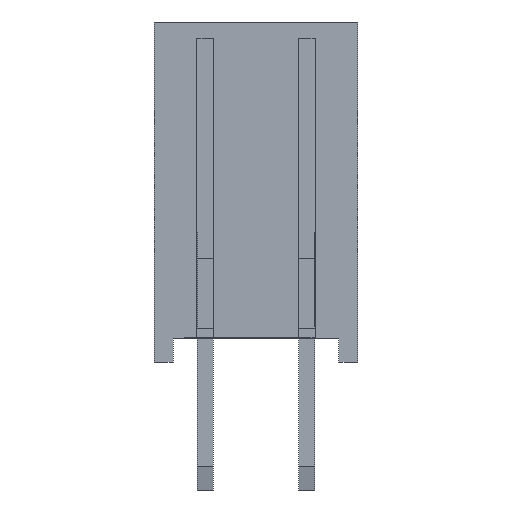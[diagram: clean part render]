
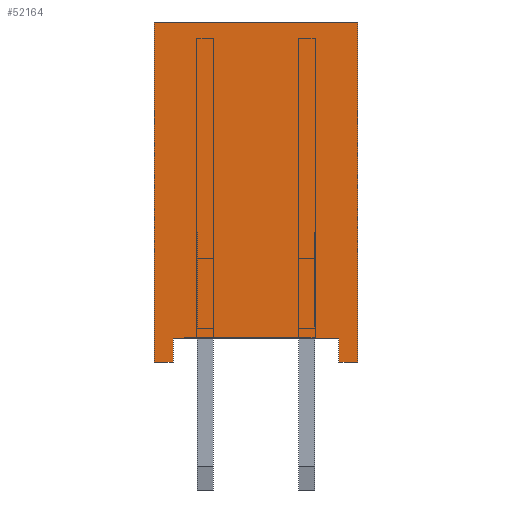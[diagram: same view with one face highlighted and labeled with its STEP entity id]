
A CAD part, left-side view. The second image highlights one B-rep face of the part: STEP entity #52164.
In plain terms, the highlighted planar face has unit normal (-1, 0, 0).
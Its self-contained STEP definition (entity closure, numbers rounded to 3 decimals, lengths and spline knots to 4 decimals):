
#474=FACE_OUTER_BOUND('',#3054,.T.);
#3054=EDGE_LOOP('',(#32499,#32500,#32501,#32502,#32503,#32504,#32505,#32506));
#5960=LINE('',#70285,#13160);
#5967=LINE('',#70301,#13167);
#5968=LINE('',#70303,#13168);
#5969=LINE('',#70305,#13169);
#5970=LINE('',#70307,#13170);
#5971=LINE('',#70309,#13171);
#5972=LINE('',#70310,#13172);
#5973=LINE('',#70311,#13173);
#13160=VECTOR('',#57603,1000.);
#13167=VECTOR('',#57614,1000.);
#13168=VECTOR('',#57615,1000.);
#13169=VECTOR('',#57616,1000.);
#13170=VECTOR('',#57617,1000.);
#13171=VECTOR('',#57618,1000.);
#13172=VECTOR('',#57619,1000.);
#13173=VECTOR('',#57620,1000.);
#20356=VERTEX_POINT('',#70282);
#20357=VERTEX_POINT('',#70284);
#20363=VERTEX_POINT('',#70299);
#20364=VERTEX_POINT('',#70300);
#20365=VERTEX_POINT('',#70302);
#20366=VERTEX_POINT('',#70304);
#20367=VERTEX_POINT('',#70306);
#20368=VERTEX_POINT('',#70308);
#25164=EDGE_CURVE('',#20357,#20356,#5960,.T.);
#25171=EDGE_CURVE('',#20363,#20364,#5967,.T.);
#25172=EDGE_CURVE('',#20365,#20363,#5968,.T.);
#25173=EDGE_CURVE('',#20365,#20366,#5969,.T.);
#25174=EDGE_CURVE('',#20367,#20366,#5970,.T.);
#25175=EDGE_CURVE('',#20368,#20367,#5971,.T.);
#25176=EDGE_CURVE('',#20368,#20357,#5972,.T.);
#25177=EDGE_CURVE('',#20364,#20356,#5973,.T.);
#32499=ORIENTED_EDGE('',*,*,#25171,.F.);
#32500=ORIENTED_EDGE('',*,*,#25172,.F.);
#32501=ORIENTED_EDGE('',*,*,#25173,.T.);
#32502=ORIENTED_EDGE('',*,*,#25174,.F.);
#32503=ORIENTED_EDGE('',*,*,#25175,.F.);
#32504=ORIENTED_EDGE('',*,*,#25176,.T.);
#32505=ORIENTED_EDGE('',*,*,#25164,.T.);
#32506=ORIENTED_EDGE('',*,*,#25177,.F.);
#47034=PLANE('',#54791);
#52164=ADVANCED_FACE('',(#474),#47034,.F.);
#54791=AXIS2_PLACEMENT_3D('',#70298,#57612,#57613);
#57603=DIRECTION('',(0.,-1.,0.));
#57612=DIRECTION('center_axis',(1.,0.,0.));
#57613=DIRECTION('ref_axis',(0.,0.,-1.));
#57614=DIRECTION('',(0.,1.,0.));
#57615=DIRECTION('',(0.,0.,1.));
#57616=DIRECTION('',(0.,-1.,0.));
#57617=DIRECTION('',(0.,0.,-1.));
#57618=DIRECTION('',(0.,-1.,0.));
#57619=DIRECTION('',(0.,0.,-1.));
#57620=DIRECTION('',(0.,0.,-1.));
#70282=CARTESIAN_POINT('',(-1.27,2.07,0.));
#70284=CARTESIAN_POINT('',(-1.27,2.54,0.));
#70285=CARTESIAN_POINT('',(-1.27,2.54,0.));
#70298=CARTESIAN_POINT('Origin',(-1.27,2.54,8.5));
#70299=CARTESIAN_POINT('',(-1.27,-2.07,0.6));
#70300=CARTESIAN_POINT('',(-1.27,2.07,0.6));
#70301=CARTESIAN_POINT('',(-1.27,0.47,0.6));
#70302=CARTESIAN_POINT('',(-1.27,-2.07,0.));
#70303=CARTESIAN_POINT('',(-1.27,-2.07,0.6));
#70304=CARTESIAN_POINT('',(-1.27,-2.54,0.));
#70305=CARTESIAN_POINT('',(-1.27,2.54,0.));
#70306=CARTESIAN_POINT('',(-1.27,-2.54,8.5));
#70307=CARTESIAN_POINT('',(-1.27,-2.54,8.5));
#70308=CARTESIAN_POINT('',(-1.27,2.54,8.5));
#70309=CARTESIAN_POINT('',(-1.27,2.54,8.5));
#70310=CARTESIAN_POINT('',(-1.27,2.54,8.5));
#70311=CARTESIAN_POINT('',(-1.27,2.07,0.6));
